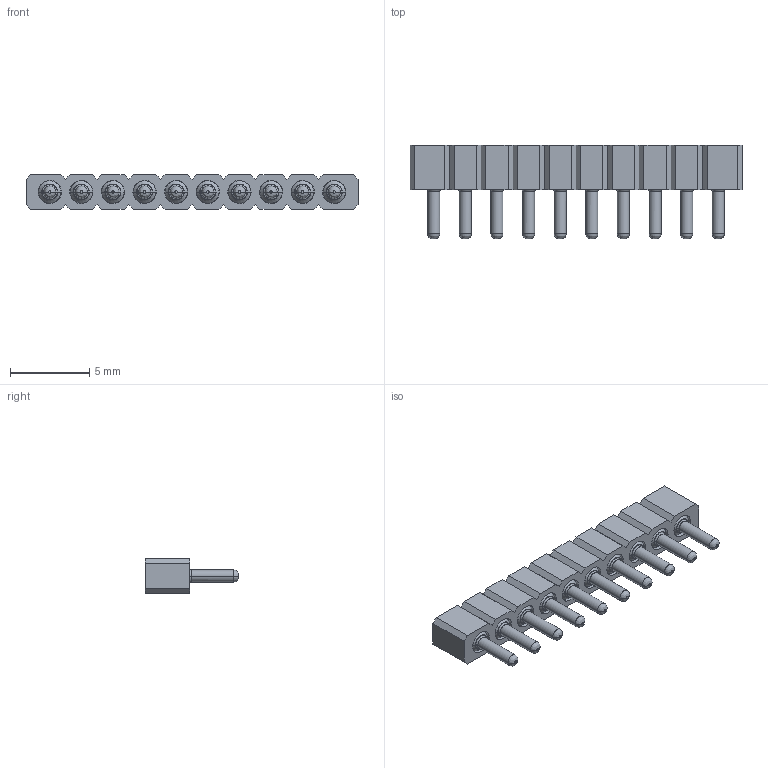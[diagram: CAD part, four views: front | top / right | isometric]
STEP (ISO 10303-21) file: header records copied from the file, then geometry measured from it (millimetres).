
FILE_DESCRIPTION( ('This file contains a STEP AP42 implementation' ,'as created by ZW3D STEP Interface translator.') ,'2;1' );
FILE_NAME( '3522-281XXSXX059X1.stp' ,'231014.145729', (''), ('ZWCAD Software Co.'), 'Version 1.0', 'ZW3D to STEP translator', '' );
FILE_SCHEMA(('AUTOMOTIVE_DESIGN { 1 0 10303 214 1 1 1 1 }'));
Length unit declared in the file: millimetre
Products named in the file (2): 0; 3522-28120SXX059X1.stpWZH
Bounding box: 21 x 5.9 x 2.2 mm (x, y, z)
Volume: 112.1 mm3; surface area: 657.8 mm2
Topology: 1 solids, 11 shells, 744 faces, 1866 edges, 1154 vertices
Faces by surface type: plane 274, bspline 260, cone 170, cylinder 40
Entity records: 39763 total; most frequent: CARTESIAN_POINT 26136, ORIENTED_EDGE 3772, EDGE_CURVE 1846, B_SPLINE_CURVE_WITH_KNOTS 1806, VERTEX_POINT 1154, DIRECTION 970, EDGE_LOOP 794, FACE_OUTER_BOUND 744
